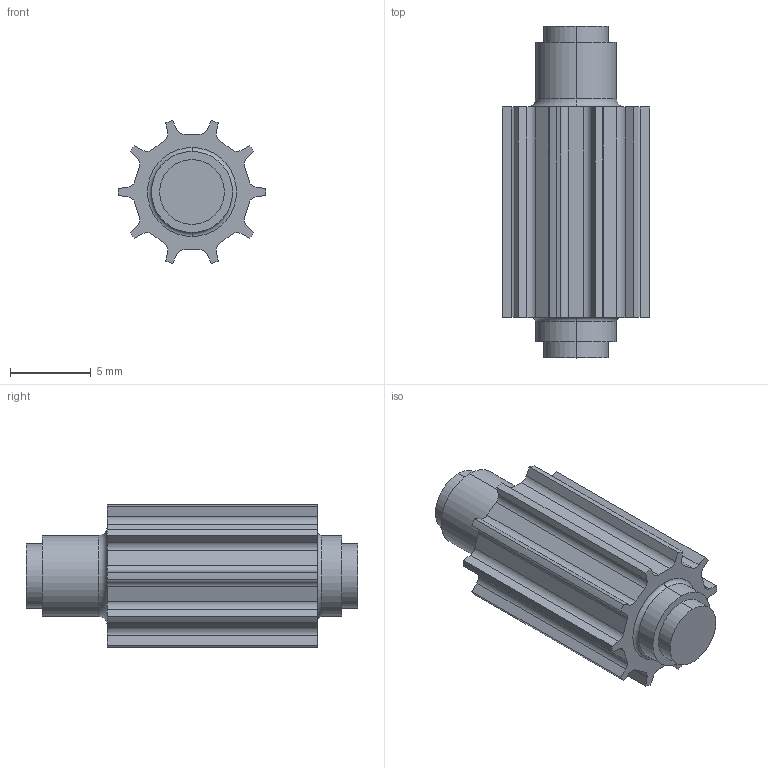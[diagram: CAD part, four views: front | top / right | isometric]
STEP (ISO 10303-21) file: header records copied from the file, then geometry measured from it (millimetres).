
FILE_DESCRIPTION (( 'STEP AP203' ), '1' );
FILE_NAME ('Small Pulley at Middle Stage.STEP', '2021-12-17T12:34:36', ( '' ), ( '' ), 'SwSTEP 2.0', 'SolidWorks 2019', '' );
FILE_SCHEMA (( 'CONFIG_CONTROL_DESIGN' ));
Length unit declared in the file: millimetre
Products named in the file (1): Small Pulley at Middle Stage
Bounding box: 9.14 x 20.5 x 8.82 mm (x, y, z)
Volume: 739 mm3; surface area: 690.2 mm2
Topology: 1 solids, 1 shells, 78 faces, 212 edges, 140 vertices
Faces by surface type: cylinder 38, plane 36, torus 4
Entity records: 2565 total; most frequent: DIRECTION 454, CARTESIAN_POINT 431, ORIENTED_EDGE 424, EDGE_CURVE 212, AXIS2_PLACEMENT_3D 163, VERTEX_POINT 140, LINE 128, VECTOR 128
